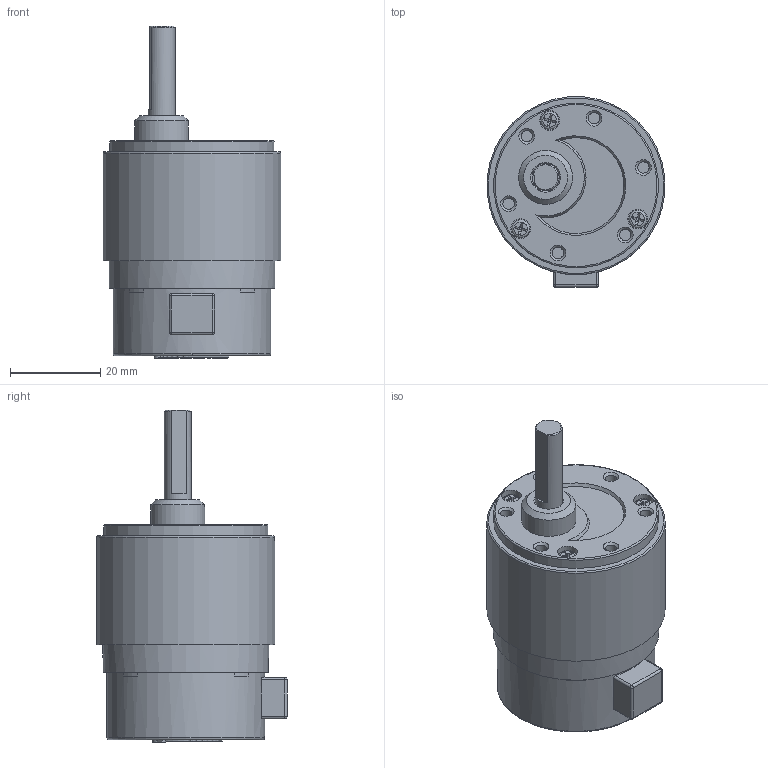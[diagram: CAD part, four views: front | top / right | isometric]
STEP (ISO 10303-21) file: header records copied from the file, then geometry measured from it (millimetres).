
FILE_DESCRIPTION(/* description */ (''),/* implementation_level */ '2;1');
FILE_NAME(/* name */ 'SM158_48,3',/* time_stamp */ '2020-11-05T22:59:05+01:00',/* author */ (''),/* organization */ (''),/* preprocessor_version */ 'ST-DEVELOPER v11',/* originating_system */ 'UGS - NX 5.0',/* authorisation */ '');
FILE_SCHEMA (('AUTOMOTIVE_DESIGN { 1 0 10303 214 1 1 1 1 }'));
Length unit declared in the file: millimetre
Products named in the file (1): Luig0774cfh2
Bounding box: 39.45 x 42.22 x 73.75 mm (x, y, z)
Volume: 31209 mm3; surface area: 16647.1 mm2
Topology: 1 solids, 18 shells, 509 faces, 1204 edges, 787 vertices
Faces by surface type: plane 305, cylinder 140, cone 27, bspline 18, torus 15, sphere 4
Full cylindrical faces by diameter (mm): 1.6 x3, 2 x3, 2.5 x6, 2.65 x6, 2.7 x3, 3.5 x5, 4 x9, 4.4 x6, 6 x2, 8.2 x1, 12 x1, 24.25 x1, 35 x1, 36.6 x1, 36.8 x2, 37.3 x1, 39.6 x1
Entity records: 15955 total; most frequent: CARTESIAN_POINT 3227, DIRECTION 2330, ORIENTED_EDGE 2198, EDGE_CURVE 1099, AXIS2_PLACEMENT_3D 856, VERTEX_POINT 755, EDGE_LOOP 640, LINE 618
